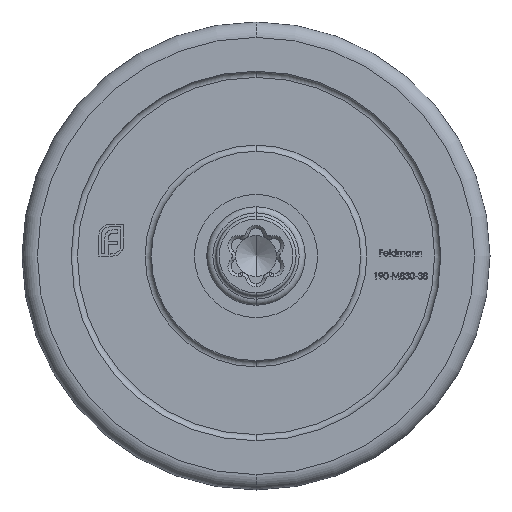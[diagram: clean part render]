
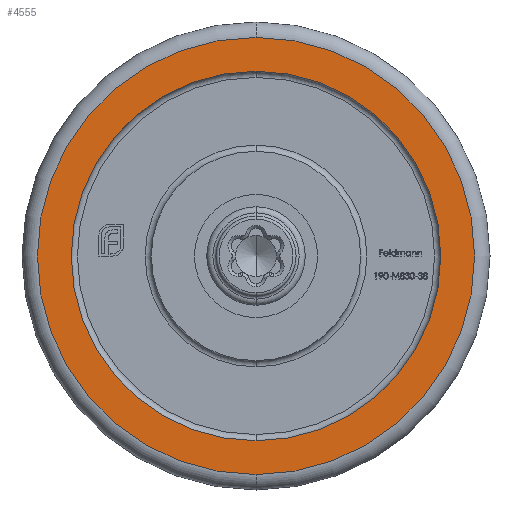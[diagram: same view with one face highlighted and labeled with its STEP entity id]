
A CAD part, front view. The second image highlights one B-rep face of the part: STEP entity #4555.
In plain terms, the highlighted planar face has unit normal (0, -1, 0).
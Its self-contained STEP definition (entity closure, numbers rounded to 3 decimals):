
#1655 = CIRCLE ( 'NONE', #11465, 17.75 ) ;
#1957 = DIRECTION ( 'NONE',  ( 0., 0., -1. ) ) ;
#2325 = CIRCLE ( 'NONE', #18699, 15. ) ;
#2560 = CARTESIAN_POINT ( 'NONE',  ( 0., 0., 0. ) ) ;
#3149 = DIRECTION ( 'NONE',  ( 0., 0., -1. ) ) ;
#4116 = EDGE_CURVE ( 'NONE', #8412, #15831, #1655, .T. ) ;
#4494 = AXIS2_PLACEMENT_3D ( 'NONE', #20592, #5794, #7308 ) ;
#4555 = ADVANCED_FACE ( 'NONE', ( #17295, #7087 ), #6776, .T. ) ;
#4914 = CARTESIAN_POINT ( 'NONE',  ( 0., 0., 17.75 ) ) ;
#5794 = DIRECTION ( 'NONE',  ( 0., -1., 0. ) ) ;
#5892 = DIRECTION ( 'NONE',  ( 0., -1., 0. ) ) ;
#6105 = CARTESIAN_POINT ( 'NONE',  ( 0., 0., 15. ) ) ;
#6301 = CIRCLE ( 'NONE', #4494, 17.75 ) ;
#6342 = CARTESIAN_POINT ( 'NONE',  ( 0., 0., 0. ) ) ;
#6776 = PLANE ( 'NONE',  #10356 ) ;
#6932 = EDGE_CURVE ( 'NONE', #7987, #10992, #2325, .T. ) ;
#7087 = FACE_BOUND ( 'NONE', #19647, .T. ) ;
#7300 = CARTESIAN_POINT ( 'NONE',  ( 0., 0., -17.75 ) ) ;
#7308 = DIRECTION ( 'NONE',  ( 0., 0., -1. ) ) ;
#7987 = VERTEX_POINT ( 'NONE', #6105 ) ;
#8069 = ORIENTED_EDGE ( 'NONE', *, *, #6932, .F. ) ;
#8292 = DIRECTION ( 'NONE',  ( 0., 0., -1. ) ) ;
#8412 = VERTEX_POINT ( 'NONE', #4914 ) ;
#10169 = DIRECTION ( 'NONE',  ( 0., -1., 0. ) ) ;
#10356 = AXIS2_PLACEMENT_3D ( 'NONE', #10432, #20293, #8292 ) ;
#10432 = CARTESIAN_POINT ( 'NONE',  ( 19., 0., 0. ) ) ;
#10992 = VERTEX_POINT ( 'NONE', #12756 ) ;
#11465 = AXIS2_PLACEMENT_3D ( 'NONE', #2560, #5892, #17305 ) ;
#12756 = CARTESIAN_POINT ( 'NONE',  ( 0., 0., -15. ) ) ;
#13460 = CARTESIAN_POINT ( 'NONE',  ( 0., 0., 0. ) ) ;
#13634 = AXIS2_PLACEMENT_3D ( 'NONE', #6342, #17766, #3149 ) ;
#14437 = EDGE_CURVE ( 'NONE', #15831, #8412, #6301, .T. ) ;
#15831 = VERTEX_POINT ( 'NONE', #7300 ) ;
#16587 = EDGE_LOOP ( 'NONE', ( #16846, #19165 ) ) ;
#16846 = ORIENTED_EDGE ( 'NONE', *, *, #14437, .T. ) ;
#17080 = ORIENTED_EDGE ( 'NONE', *, *, #20581, .F. ) ;
#17295 = FACE_OUTER_BOUND ( 'NONE', #16587, .T. ) ;
#17305 = DIRECTION ( 'NONE',  ( 0., 0., -1. ) ) ;
#17363 = CIRCLE ( 'NONE', #13634, 15. ) ;
#17766 = DIRECTION ( 'NONE',  ( 0., -1., 0. ) ) ;
#18699 = AXIS2_PLACEMENT_3D ( 'NONE', #13460, #10169, #1957 ) ;
#19165 = ORIENTED_EDGE ( 'NONE', *, *, #4116, .T. ) ;
#19647 = EDGE_LOOP ( 'NONE', ( #17080, #8069 ) ) ;
#20293 = DIRECTION ( 'NONE',  ( 0., -1., 0. ) ) ;
#20581 = EDGE_CURVE ( 'NONE', #10992, #7987, #17363, .T. ) ;
#20592 = CARTESIAN_POINT ( 'NONE',  ( 0., 0., 0. ) ) ;
